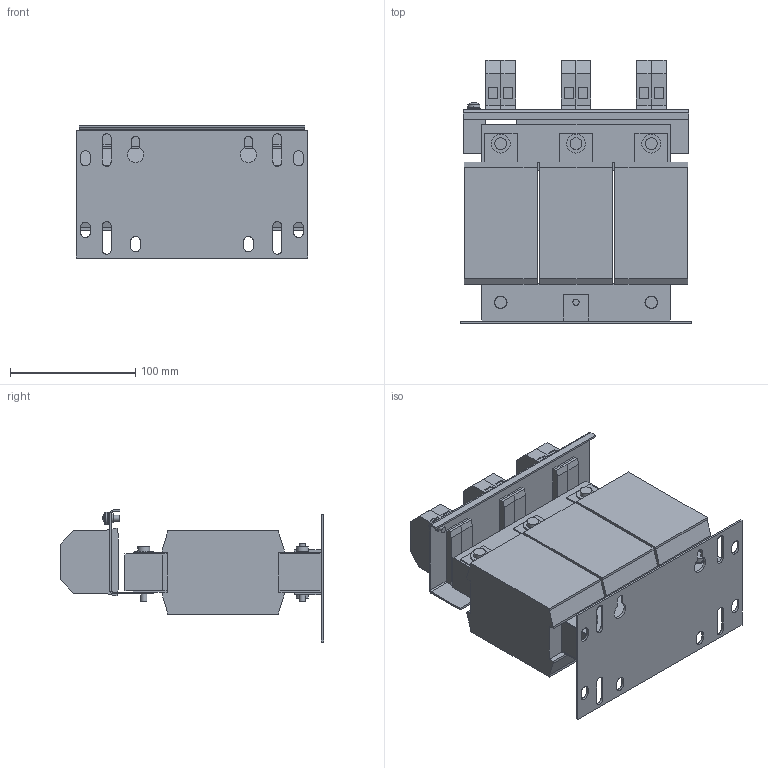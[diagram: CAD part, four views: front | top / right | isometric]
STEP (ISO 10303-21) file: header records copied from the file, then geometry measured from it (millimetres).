
FILE_DESCRIPTION (( 'STEP AP214' ), '1' );
FILE_NAME ('319626.STEP', '2020-12-01T08:19:07', ( '' ), ( '' ), 'SwSTEP 2.0', 'SolidWorks 2018', '' );
FILE_SCHEMA (( 'AUTOMOTIVE_DESIGN' ));
Length unit declared in the file: millimetre
Products named in the file (1): 319626
Bounding box: 185 x 210.1 x 105.3 mm (x, y, z)
Volume: 1586792.5 mm3; surface area: 208784.1 mm2
Topology: 1 solids, 2 shells, 731 faces, 1894 edges, 1225 vertices
Faces by surface type: plane 573, cylinder 148, cone 6, torus 2, sphere 2
Entity records: 22128 total; most frequent: CARTESIAN_POINT 3873, ORIENTED_EDGE 3784, DIRECTION 3682, EDGE_CURVE 1892, VECTOR 1550, LINE 1550, VERTEX_POINT 1225, AXIS2_PLACEMENT_3D 1066
